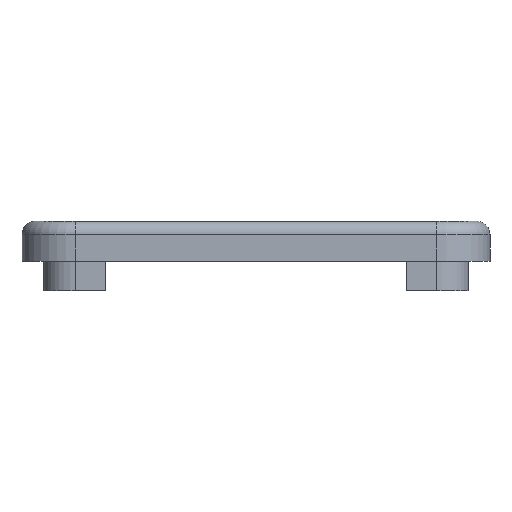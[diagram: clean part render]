
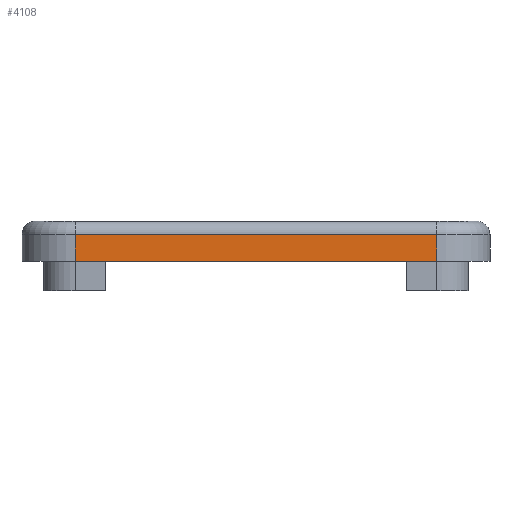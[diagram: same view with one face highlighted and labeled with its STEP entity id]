
A CAD part, front view. The second image highlights one B-rep face of the part: STEP entity #4108.
In plain terms, the highlighted planar face has unit normal (0, -1, 0).
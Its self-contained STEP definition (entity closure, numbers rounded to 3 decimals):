
#213=PLANE('',#4310);
#435=FACE_OUTER_BOUND('',#670,.T.);
#670=EDGE_LOOP('',(#3734,#3735,#3736,#3737));
#953=LINE('',#7745,#1250);
#961=LINE('',#7769,#1258);
#969=LINE('',#7800,#1266);
#970=LINE('',#7802,#1267);
#1250=VECTOR('',#4910,10.);
#1258=VECTOR('',#4930,10.);
#1266=VECTOR('',#4976,10.);
#1267=VECTOR('',#4979,10.);
#1886=VERTEX_POINT('',#7743);
#1887=VERTEX_POINT('',#7744);
#1896=VERTEX_POINT('',#7767);
#1897=VERTEX_POINT('',#7768);
#2487=EDGE_CURVE('',#1886,#1887,#953,.T.);
#2499=EDGE_CURVE('',#1896,#1897,#961,.T.);
#2516=EDGE_CURVE('',#1887,#1897,#969,.T.);
#2517=EDGE_CURVE('',#1886,#1896,#970,.T.);
#3734=ORIENTED_EDGE('',*,*,#2499,.F.);
#3735=ORIENTED_EDGE('',*,*,#2517,.F.);
#3736=ORIENTED_EDGE('',*,*,#2487,.T.);
#3737=ORIENTED_EDGE('',*,*,#2516,.T.);
#4108=ADVANCED_FACE('',(#435),#213,.T.);
#4310=AXIS2_PLACEMENT_3D('',#7801,#4977,#4978);
#4910=DIRECTION('',(1.,0.,0.));
#4930=DIRECTION('',(1.,0.,0.));
#4976=DIRECTION('',(0.,0.,1.));
#4977=DIRECTION('center_axis',(0.,-1.,0.));
#4978=DIRECTION('ref_axis',(1.,0.,0.));
#4979=DIRECTION('',(0.,0.,1.));
#7743=CARTESIAN_POINT('',(2.,-2.387,5.));
#7744=CARTESIAN_POINT('',(29.016,-2.387,5.));
#7745=CARTESIAN_POINT('',(20.364,-2.387,5.));
#7767=CARTESIAN_POINT('',(2.,-2.387,7.));
#7768=CARTESIAN_POINT('',(29.016,-2.387,7.));
#7769=CARTESIAN_POINT('',(17.936,-2.387,7.));
#7800=CARTESIAN_POINT('',(29.016,-2.387,5.));
#7801=CARTESIAN_POINT('Origin',(20.364,-2.387,5.));
#7802=CARTESIAN_POINT('',(2.,-2.387,5.));
